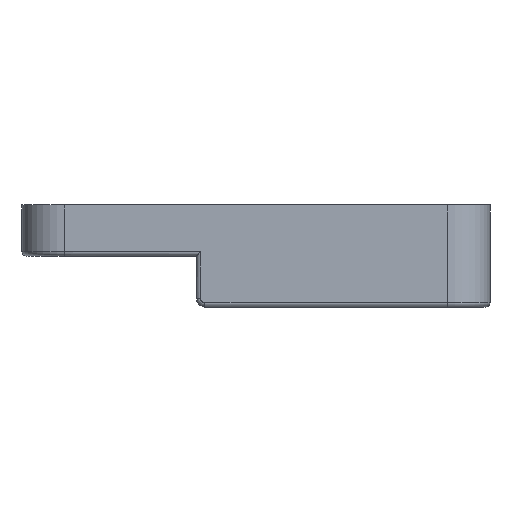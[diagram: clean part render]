
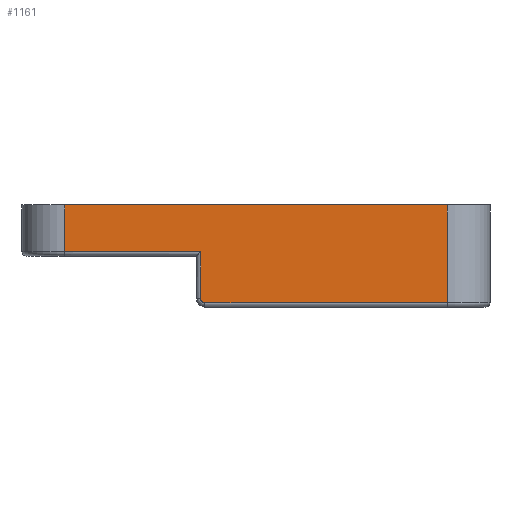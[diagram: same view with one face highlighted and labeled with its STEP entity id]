
A CAD part, left-side view. The second image highlights one B-rep face of the part: STEP entity #1161.
In plain terms, the highlighted planar face has unit normal (-1, 0, 0).
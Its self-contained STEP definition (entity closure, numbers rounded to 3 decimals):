
#52=PLANE('',#1286);
#109=FACE_OUTER_BOUND('',#179,.T.);
#179=EDGE_LOOP('',(#925,#926,#927,#928,#929,#930,#931));
#256=LINE('',#1789,#362);
#257=LINE('',#1793,#363);
#263=LINE('',#1839,#369);
#277=LINE('',#1898,#383);
#280=LINE('',#1912,#386);
#281=LINE('',#1913,#387);
#362=VECTOR('',#1432,10.);
#363=VECTOR('',#1437,10.);
#369=VECTOR('',#1479,10.);
#383=VECTOR('',#1535,10.);
#386=VECTOR('',#1552,10.);
#387=VECTOR('',#1553,10.);
#461=CIRCLE('',#1255,0.5);
#527=VERTEX_POINT('',#1786);
#528=VERTEX_POINT('',#1788);
#529=VERTEX_POINT('',#1792);
#540=VERTEX_POINT('',#1831);
#542=VERTEX_POINT('',#1837);
#557=VERTEX_POINT('',#1897);
#561=VERTEX_POINT('',#1911);
#649=EDGE_CURVE('',#527,#528,#256,.T.);
#651=EDGE_CURVE('',#528,#529,#257,.T.);
#667=EDGE_CURVE('',#540,#527,#461,.T.);
#670=EDGE_CURVE('',#542,#540,#263,.T.);
#696=EDGE_CURVE('',#557,#529,#277,.T.);
#703=EDGE_CURVE('',#542,#561,#280,.T.);
#704=EDGE_CURVE('',#561,#557,#281,.T.);
#925=ORIENTED_EDGE('',*,*,#670,.F.);
#926=ORIENTED_EDGE('',*,*,#703,.T.);
#927=ORIENTED_EDGE('',*,*,#704,.T.);
#928=ORIENTED_EDGE('',*,*,#696,.T.);
#929=ORIENTED_EDGE('',*,*,#651,.F.);
#930=ORIENTED_EDGE('',*,*,#649,.F.);
#931=ORIENTED_EDGE('',*,*,#667,.F.);
#1161=ADVANCED_FACE('',(#109),#52,.F.);
#1255=AXIS2_PLACEMENT_3D('',#1833,#1471,#1472);
#1286=AXIS2_PLACEMENT_3D('',#1910,#1550,#1551);
#1432=DIRECTION('',(0.,0.,1.));
#1437=DIRECTION('',(0.,1.,0.));
#1471=DIRECTION('center_axis',(1.,0.,0.));
#1472=DIRECTION('ref_axis',(0.,0.707,-0.707));
#1479=DIRECTION('',(0.,1.,0.));
#1535=DIRECTION('',(0.,0.,-1.));
#1550=DIRECTION('center_axis',(1.,0.,0.));
#1551=DIRECTION('ref_axis',(0.,1.,0.));
#1552=DIRECTION('',(0.,0.,1.));
#1553=DIRECTION('',(0.,1.,0.));
#1786=CARTESIAN_POINT('',(-67.5,-48.5,-5.));
#1788=CARTESIAN_POINT('',(-67.5,-48.5,0.5));
#1789=CARTESIAN_POINT('',(-67.5,-48.5,0.));
#1792=CARTESIAN_POINT('',(-67.5,-32.5,0.5));
#1793=CARTESIAN_POINT('',(-67.5,-68.75,0.5));
#1831=CARTESIAN_POINT('',(-67.5,-49.,-5.5));
#1833=CARTESIAN_POINT('Origin',(-67.5,-49.,-5.));
#1837=CARTESIAN_POINT('',(-67.5,-77.5,-5.5));
#1839=CARTESIAN_POINT('',(-67.5,-73.875,-5.5));
#1897=CARTESIAN_POINT('',(-67.5,-32.5,6.));
#1898=CARTESIAN_POINT('',(-67.5,-32.5,0.));
#1910=CARTESIAN_POINT('Origin',(-67.5,-82.5,0.));
#1911=CARTESIAN_POINT('',(-67.5,-77.5,6.));
#1912=CARTESIAN_POINT('',(-67.5,-77.5,0.));
#1913=CARTESIAN_POINT('',(-67.5,-82.5,6.));
